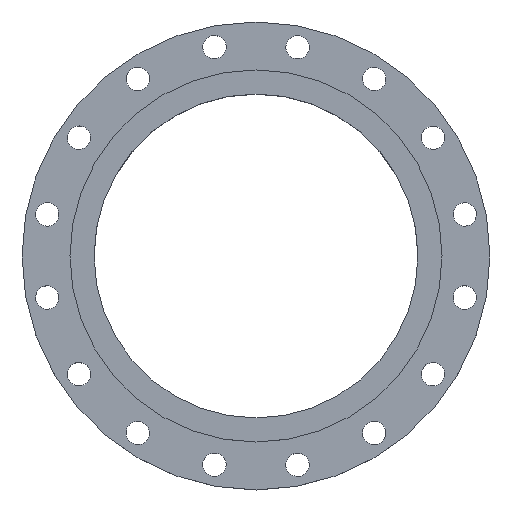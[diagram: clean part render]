
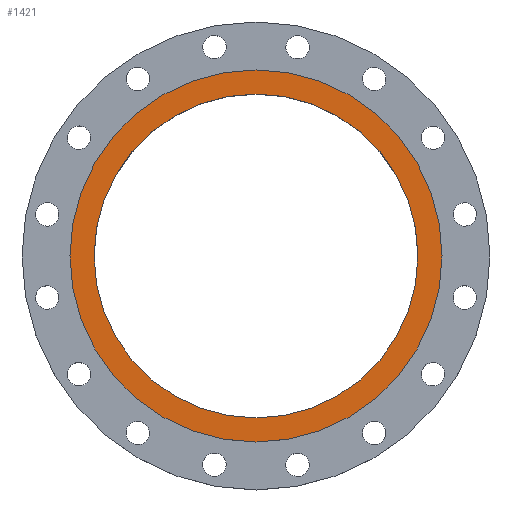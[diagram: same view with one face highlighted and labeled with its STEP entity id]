
A CAD part, top view. The second image highlights one B-rep face of the part: STEP entity #1421.
In plain terms, the highlighted planar face has unit normal (0, 0, 1).
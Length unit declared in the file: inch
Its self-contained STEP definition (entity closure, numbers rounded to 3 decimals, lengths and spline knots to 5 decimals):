
#43 = EDGE_LOOP ( 'NONE', ( #562, #886 ) ) ;
#87 = VERTEX_POINT ( 'NONE', #870 ) ;
#197 = EDGE_CURVE ( 'NONE', #700, #87, #1486, .T. ) ;
#252 = PLANE ( 'NONE',  #1343 ) ;
#285 = CARTESIAN_POINT ( 'NONE',  ( -9.94, 0., 0.0625 ) ) ;
#291 = VERTEX_POINT ( 'NONE', #389 ) ;
#327 = CARTESIAN_POINT ( 'NONE',  ( 0., 0., 0.0625 ) ) ;
#389 = CARTESIAN_POINT ( 'NONE',  ( 9.94, 0., 0.0625 ) ) ;
#458 = AXIS2_PLACEMENT_3D ( 'NONE', #564, #1220, #1075 ) ;
#498 = DIRECTION ( 'NONE',  ( 0., 0., 1. ) ) ;
#560 = ORIENTED_EDGE ( 'NONE', *, *, #197, .F. ) ;
#562 = ORIENTED_EDGE ( 'NONE', *, *, #923, .T. ) ;
#564 = CARTESIAN_POINT ( 'NONE',  ( 0., 0., 0.0625 ) ) ;
#601 = CIRCLE ( 'NONE', #1165, 9.94 ) ;
#647 = DIRECTION ( 'NONE',  ( 0., 0., 1. ) ) ;
#664 = FACE_BOUND ( 'NONE', #1219, .T. ) ;
#683 = EDGE_CURVE ( 'NONE', #87, #700, #1196, .T. ) ;
#700 = VERTEX_POINT ( 'NONE', #1362 ) ;
#747 = DIRECTION ( 'NONE',  ( 1., 0., 0. ) ) ;
#773 = CARTESIAN_POINT ( 'NONE',  ( 0., 0., 0.0625 ) ) ;
#846 = EDGE_CURVE ( 'NONE', #291, #1454, #1275, .T. ) ;
#870 = CARTESIAN_POINT ( 'NONE',  ( 8.65, 0., 0.0625 ) ) ;
#876 = DIRECTION ( 'NONE',  ( 0., 0., 1. ) ) ;
#886 = ORIENTED_EDGE ( 'NONE', *, *, #846, .T. ) ;
#923 = EDGE_CURVE ( 'NONE', #1454, #291, #601, .T. ) ;
#1048 = FACE_OUTER_BOUND ( 'NONE', #43, .T. ) ;
#1075 = DIRECTION ( 'NONE',  ( 1., 0., 0. ) ) ;
#1154 = DIRECTION ( 'NONE',  ( 1., 0., 0. ) ) ;
#1163 = DIRECTION ( 'NONE',  ( 1., 0., 0. ) ) ;
#1165 = AXIS2_PLACEMENT_3D ( 'NONE', #1684, #498, #1154 ) ;
#1196 = CIRCLE ( 'NONE', #458, 8.65 ) ;
#1219 = EDGE_LOOP ( 'NONE', ( #560, #1265 ) ) ;
#1220 = DIRECTION ( 'NONE',  ( 0., 0., 1. ) ) ;
#1265 = ORIENTED_EDGE ( 'NONE', *, *, #683, .F. ) ;
#1272 = DIRECTION ( 'NONE',  ( 0., 0., 1. ) ) ;
#1275 = CIRCLE ( 'NONE', #1416, 9.94 ) ;
#1343 = AXIS2_PLACEMENT_3D ( 'NONE', #773, #647, #1163 ) ;
#1362 = CARTESIAN_POINT ( 'NONE',  ( -8.65, 0., 0.0625 ) ) ;
#1401 = AXIS2_PLACEMENT_3D ( 'NONE', #1666, #1272, #1680 ) ;
#1416 = AXIS2_PLACEMENT_3D ( 'NONE', #327, #876, #747 ) ;
#1421 = ADVANCED_FACE ( 'NONE', ( #664, #1048 ), #252, .T. ) ;
#1454 = VERTEX_POINT ( 'NONE', #285 ) ;
#1486 = CIRCLE ( 'NONE', #1401, 8.65 ) ;
#1666 = CARTESIAN_POINT ( 'NONE',  ( 0., 0., 0.0625 ) ) ;
#1680 = DIRECTION ( 'NONE',  ( 1., 0., 0. ) ) ;
#1684 = CARTESIAN_POINT ( 'NONE',  ( 0., 0., 0.0625 ) ) ;
